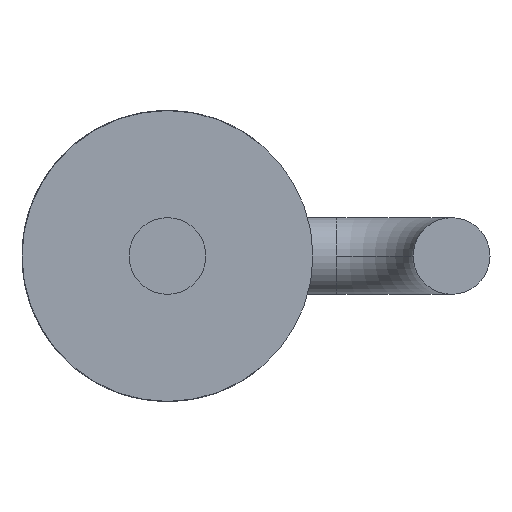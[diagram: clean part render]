
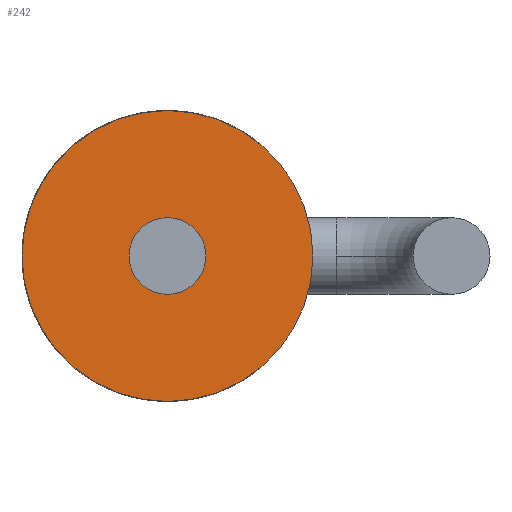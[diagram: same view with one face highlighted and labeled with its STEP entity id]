
A CAD part, front view. The second image highlights one B-rep face of the part: STEP entity #242.
In plain terms, the highlighted planar face has unit normal (0, -1, 0).
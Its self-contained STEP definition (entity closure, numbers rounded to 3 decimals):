
#164 = DIRECTION ( 'NONE',  ( 0., 1., 0. ) ) ;
#242 = ADVANCED_FACE ( 'NONE', ( #2045, #3418 ), #1761, .F. ) ;
#267 = ORIENTED_EDGE ( 'NONE', *, *, #1178, .F. ) ;
#346 = CIRCLE ( 'NONE', #3306, 1.3 ) ;
#352 = DIRECTION ( 'NONE',  ( 0., 0., 1. ) ) ;
#443 = CARTESIAN_POINT ( 'NONE',  ( -0.343, 2., 0. ) ) ;
#545 = DIRECTION ( 'NONE',  ( 0., 0., 1. ) ) ;
#681 = DIRECTION ( 'NONE',  ( 0., 0., 1. ) ) ;
#730 = CIRCLE ( 'NONE', #4240, 0.343 ) ;
#770 = DIRECTION ( 'NONE',  ( 0., -1., 0. ) ) ;
#1001 = CARTESIAN_POINT ( 'NONE',  ( 0.343, 2., 0. ) ) ;
#1020 = EDGE_CURVE ( 'NONE', #1330, #3229, #2213, .T. ) ;
#1049 = ORIENTED_EDGE ( 'NONE', *, *, #3351, .F. ) ;
#1126 = CARTESIAN_POINT ( 'NONE',  ( 0., 2., 0. ) ) ;
#1178 = EDGE_CURVE ( 'NONE', #1884, #3864, #1995, .T. ) ;
#1330 = VERTEX_POINT ( 'NONE', #4177 ) ;
#1423 = CARTESIAN_POINT ( 'NONE',  ( 0., 2., 0. ) ) ;
#1447 = EDGE_LOOP ( 'NONE', ( #267, #1049 ) ) ;
#1694 = DIRECTION ( 'NONE',  ( 0., 1., 0. ) ) ;
#1761 = PLANE ( 'NONE',  #3992 ) ;
#1884 = VERTEX_POINT ( 'NONE', #1001 ) ;
#1995 = CIRCLE ( 'NONE', #3715, 0.343 ) ;
#2039 = DIRECTION ( 'NONE',  ( 0., -1., 0. ) ) ;
#2045 = FACE_BOUND ( 'NONE', #1447, .T. ) ;
#2137 = DIRECTION ( 'NONE',  ( 0., 0., 1. ) ) ;
#2213 = CIRCLE ( 'NONE', #3366, 1.3 ) ;
#2494 = DIRECTION ( 'NONE',  ( 0., 1., 0. ) ) ;
#2882 = CARTESIAN_POINT ( 'NONE',  ( 0., 2., 1.3 ) ) ;
#2969 = ORIENTED_EDGE ( 'NONE', *, *, #3947, .F. ) ;
#3229 = VERTEX_POINT ( 'NONE', #2882 ) ;
#3306 = AXIS2_PLACEMENT_3D ( 'NONE', #3967, #164, #545 ) ;
#3351 = EDGE_CURVE ( 'NONE', #3864, #1884, #730, .T. ) ;
#3366 = AXIS2_PLACEMENT_3D ( 'NONE', #3754, #1694, #681 ) ;
#3418 = FACE_OUTER_BOUND ( 'NONE', #3586, .T. ) ;
#3586 = EDGE_LOOP ( 'NONE', ( #3968, #2969 ) ) ;
#3715 = AXIS2_PLACEMENT_3D ( 'NONE', #1423, #770, #2137 ) ;
#3754 = CARTESIAN_POINT ( 'NONE',  ( 0., 2., 0. ) ) ;
#3839 = DIRECTION ( 'NONE',  ( 0., 0., 1. ) ) ;
#3864 = VERTEX_POINT ( 'NONE', #443 ) ;
#3947 = EDGE_CURVE ( 'NONE', #3229, #1330, #346, .T. ) ;
#3967 = CARTESIAN_POINT ( 'NONE',  ( 0., 2., 0. ) ) ;
#3968 = ORIENTED_EDGE ( 'NONE', *, *, #1020, .F. ) ;
#3992 = AXIS2_PLACEMENT_3D ( 'NONE', #1126, #2494, #3839 ) ;
#4079 = CARTESIAN_POINT ( 'NONE',  ( 0., 2., 0. ) ) ;
#4177 = CARTESIAN_POINT ( 'NONE',  ( 0., 2., -1.3 ) ) ;
#4240 = AXIS2_PLACEMENT_3D ( 'NONE', #4079, #2039, #352 ) ;
